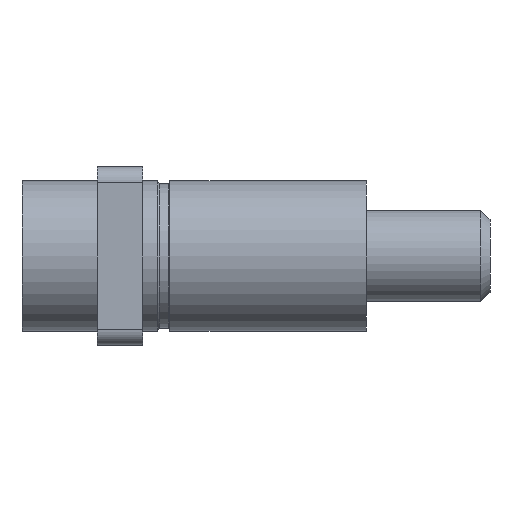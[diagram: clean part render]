
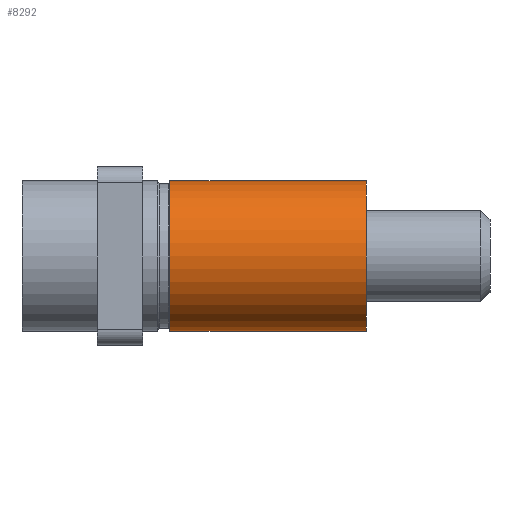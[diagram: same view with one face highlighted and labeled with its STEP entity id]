
A CAD part, left-side view. The second image highlights one B-rep face of the part: STEP entity #8292.
In plain terms, the highlighted cylindrical face has radius 2.5 mm (diameter 5 mm), a partial arc.
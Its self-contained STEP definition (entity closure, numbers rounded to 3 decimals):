
#13 = DIRECTION ( 'NONE',  ( 0., -1., 0. ) ) ;
#525 = CARTESIAN_POINT ( 'NONE',  ( -8.68, -1.768, -2.061 ) ) ;
#864 = EDGE_LOOP ( 'NONE', ( #6158, #8439, #8281, #7650 ) ) ;
#1234 = VERTEX_POINT ( 'NONE', #4890 ) ;
#1268 = CARTESIAN_POINT ( 'NONE',  ( -8.68, -1.768, 2.939 ) ) ;
#1360 = CARTESIAN_POINT ( 'NONE',  ( -8.68, -1.768, 0.439 ) ) ;
#1426 = VECTOR ( 'NONE', #1640, 1000. ) ;
#1454 = EDGE_CURVE ( 'NONE', #1234, #6208, #3557, .T. ) ;
#1586 = EDGE_CURVE ( 'NONE', #6075, #5503, #7224, .T. ) ;
#1640 = DIRECTION ( 'NONE',  ( 0., -1., 0. ) ) ;
#2158 = DIRECTION ( 'NONE',  ( 0., 0., -1. ) ) ;
#2355 = DIRECTION ( 'NONE',  ( 0., -1., 0. ) ) ;
#3540 = LINE ( 'NONE', #4787, #1426 ) ;
#3557 = CIRCLE ( 'NONE', #8225, 2.5 ) ;
#4420 = CARTESIAN_POINT ( 'NONE',  ( -8.68, -8.268, 0.439 ) ) ;
#4787 = CARTESIAN_POINT ( 'NONE',  ( -8.68, -8.268, -2.061 ) ) ;
#4890 = CARTESIAN_POINT ( 'NONE',  ( -8.68, -8.268, 2.939 ) ) ;
#5115 = CYLINDRICAL_SURFACE ( 'NONE', #6029, 2.5 ) ;
#5227 = DIRECTION ( 'NONE',  ( 0., 0., -1. ) ) ;
#5303 = LINE ( 'NONE', #7150, #6015 ) ;
#5503 = VERTEX_POINT ( 'NONE', #525 ) ;
#5554 = DIRECTION ( 'NONE',  ( 0., 0., -1. ) ) ;
#6015 = VECTOR ( 'NONE', #13, 1000. ) ;
#6029 = AXIS2_PLACEMENT_3D ( 'NONE', #6290, #2355, #5554 ) ;
#6075 = VERTEX_POINT ( 'NONE', #1268 ) ;
#6137 = AXIS2_PLACEMENT_3D ( 'NONE', #1360, #6843, #2158 ) ;
#6158 = ORIENTED_EDGE ( 'NONE', *, *, #7332, .F. ) ;
#6208 = VERTEX_POINT ( 'NONE', #6923 ) ;
#6290 = CARTESIAN_POINT ( 'NONE',  ( -8.68, -8.268, 0.439 ) ) ;
#6843 = DIRECTION ( 'NONE',  ( 0., -1., 0. ) ) ;
#6923 = CARTESIAN_POINT ( 'NONE',  ( -8.68, -8.268, -2.061 ) ) ;
#7150 = CARTESIAN_POINT ( 'NONE',  ( -8.68, -8.268, 2.939 ) ) ;
#7224 = CIRCLE ( 'NONE', #6137, 2.5 ) ;
#7332 = EDGE_CURVE ( 'NONE', #6075, #1234, #5303, .T. ) ;
#7650 = ORIENTED_EDGE ( 'NONE', *, *, #1454, .F. ) ;
#7696 = EDGE_CURVE ( 'NONE', #5503, #6208, #3540, .T. ) ;
#8133 = FACE_OUTER_BOUND ( 'NONE', #864, .T. ) ;
#8225 = AXIS2_PLACEMENT_3D ( 'NONE', #4420, #9873, #5227 ) ;
#8281 = ORIENTED_EDGE ( 'NONE', *, *, #7696, .T. ) ;
#8292 = ADVANCED_FACE ( 'NONE', ( #8133 ), #5115, .T. ) ;
#8439 = ORIENTED_EDGE ( 'NONE', *, *, #1586, .T. ) ;
#9873 = DIRECTION ( 'NONE',  ( 0., -1., 0. ) ) ;
